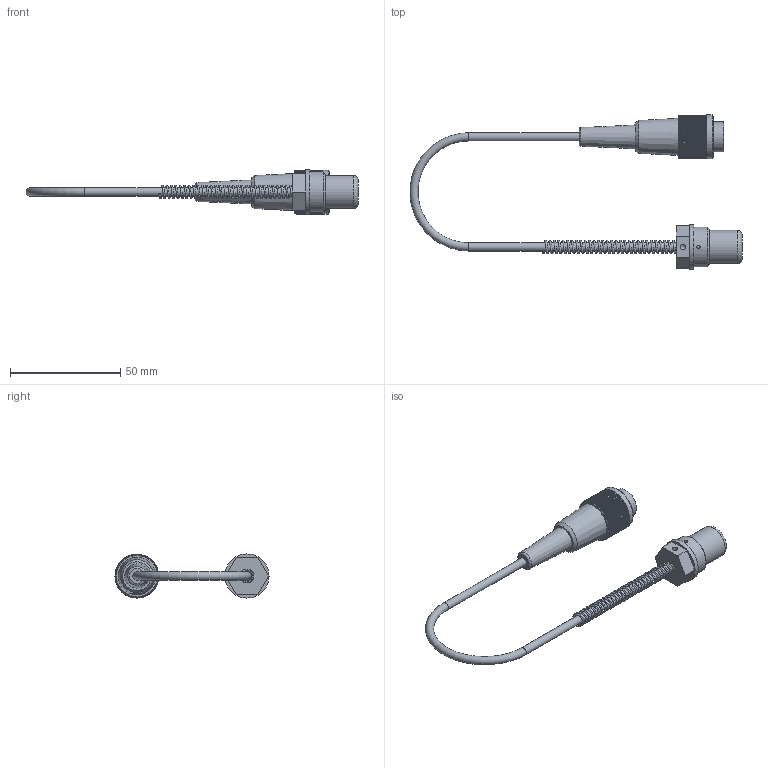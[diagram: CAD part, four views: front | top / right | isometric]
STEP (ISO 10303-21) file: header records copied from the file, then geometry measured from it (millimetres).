
FILE_DESCRIPTION(/* description */ (''),/* implementation_level */ '2;1');
FILE_NAME(/* name */ '1610 0078_XR2S-1-3L10.stp',/* time_stamp */ '2023-10-11T12:32:56+02:00',/* author */ ('kuttig'),/* organization */ (''),/* preprocessor_version */ 'ST-DEVELOPER v16.13',/* originating_system */ 'Autodesk Inventor 2018',/* authorisation */ '');
FILE_SCHEMA (('AUTOMOTIVE_DESIGN { 1 0 10303 214 3 1 1 }'));
Length unit declared in the file: millimetre
Products named in the file (1): 1610 0078_XR2S-1-3L10_Shrinkwrap_1
Bounding box: 150.77 x 69.95 x 20 mm (x, y, z)
Volume: 17116.7 mm3; surface area: 13124 mm2
Topology: 6 solids, 6 shells, 413 faces, 1133 edges, 743 vertices
Faces by surface type: plane 342, cylinder 37, cone 17, bspline 7, torus 6, sphere 4
Full cylindrical faces by diameter (mm): 1 x4, 1.49 x3, 1.5 x3, 2.459 x2, 3.7 x2, 4.3 x1, 10.2 x1, 13.6 x1, 13.9 x1, 15 x2, 17.1 x1, 18 x1, 19.9 x1, 20 x1
Entity records: 17704 total; most frequent: CARTESIAN_POINT 6807, DIRECTION 2206, ORIENTED_EDGE 2108, EDGE_CURVE 1054, AXIS2_PLACEMENT_3D 763, VERTEX_POINT 717, LINE 680, VECTOR 680
